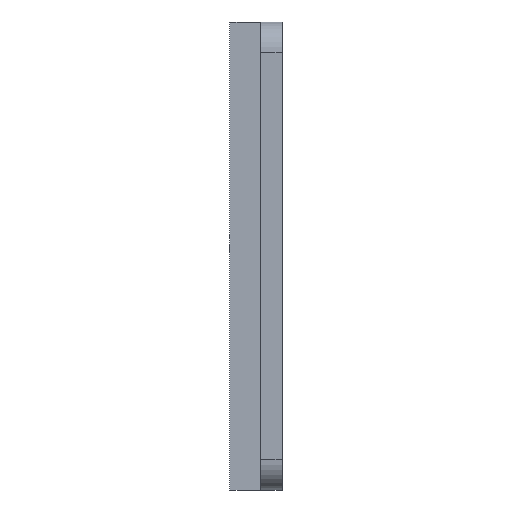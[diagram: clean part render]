
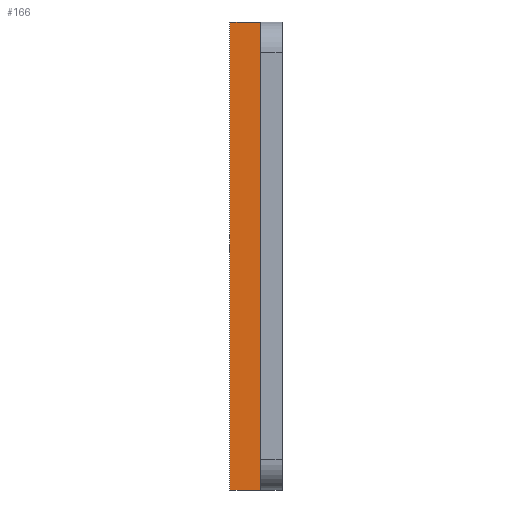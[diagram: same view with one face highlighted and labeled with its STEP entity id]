
A CAD part, left-side view. The second image highlights one B-rep face of the part: STEP entity #166.
In plain terms, the highlighted planar face has unit normal (-1, 0, 0).
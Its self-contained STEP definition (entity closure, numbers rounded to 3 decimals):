
#1 = CARTESIAN_POINT ( 'NONE',  ( -44.5, 8.5, 38. ) ) ;
#52 = CARTESIAN_POINT ( 'NONE',  ( -44.5, 3.5, 38. ) ) ;
#58 = EDGE_CURVE ( 'NONE', #458, #452, #786, .T. ) ;
#73 = AXIS2_PLACEMENT_3D ( 'NONE', #565, #723, #570 ) ;
#75 = DIRECTION ( 'NONE',  ( 0., -1., 0. ) ) ;
#103 = DIRECTION ( 'NONE',  ( 0., 0., 1. ) ) ;
#142 = DIRECTION ( 'NONE',  ( 0., 0., -1. ) ) ;
#144 = VECTOR ( 'NONE', #75, 1000. ) ;
#157 = LINE ( 'NONE', #887, #144 ) ;
#166 = ADVANCED_FACE ( 'NONE', ( #644 ), #414, .F. ) ;
#183 = VERTEX_POINT ( 'NONE', #1 ) ;
#190 = CARTESIAN_POINT ( 'NONE',  ( -44.5, 8.5, -38. ) ) ;
#206 = EDGE_LOOP ( 'NONE', ( #567, #665, #985, #869 ) ) ;
#292 = VERTEX_POINT ( 'NONE', #190 ) ;
#348 = DIRECTION ( 'NONE',  ( 0., -1., 0. ) ) ;
#390 = LINE ( 'NONE', #800, #788 ) ;
#414 = PLANE ( 'NONE',  #73 ) ;
#452 = VERTEX_POINT ( 'NONE', #630 ) ;
#458 = VERTEX_POINT ( 'NONE', #954 ) ;
#500 = CARTESIAN_POINT ( 'NONE',  ( -44.5, 10., -38. ) ) ;
#565 = CARTESIAN_POINT ( 'NONE',  ( -44.5, 10., 38. ) ) ;
#567 = ORIENTED_EDGE ( 'NONE', *, *, #730, .F. ) ;
#570 = DIRECTION ( 'NONE',  ( 0., 0., -1. ) ) ;
#630 = CARTESIAN_POINT ( 'NONE',  ( -44.5, 3.5, -38. ) ) ;
#644 = FACE_OUTER_BOUND ( 'NONE', #206, .T. ) ;
#665 = ORIENTED_EDGE ( 'NONE', *, *, #852, .T. ) ;
#723 = DIRECTION ( 'NONE',  ( 1., 0., 0. ) ) ;
#730 = EDGE_CURVE ( 'NONE', #292, #183, #390, .T. ) ;
#786 = LINE ( 'NONE', #52, #846 ) ;
#788 = VECTOR ( 'NONE', #103, 1000. ) ;
#800 = CARTESIAN_POINT ( 'NONE',  ( -44.5, 8.5, -38. ) ) ;
#846 = VECTOR ( 'NONE', #142, 1000. ) ;
#852 = EDGE_CURVE ( 'NONE', #292, #452, #912, .T. ) ;
#869 = ORIENTED_EDGE ( 'NONE', *, *, #881, .F. ) ;
#876 = VECTOR ( 'NONE', #348, 1000. ) ;
#881 = EDGE_CURVE ( 'NONE', #183, #458, #157, .T. ) ;
#887 = CARTESIAN_POINT ( 'NONE',  ( -44.5, 10., 38. ) ) ;
#912 = LINE ( 'NONE', #500, #876 ) ;
#954 = CARTESIAN_POINT ( 'NONE',  ( -44.5, 3.5, 38. ) ) ;
#985 = ORIENTED_EDGE ( 'NONE', *, *, #58, .F. ) ;
